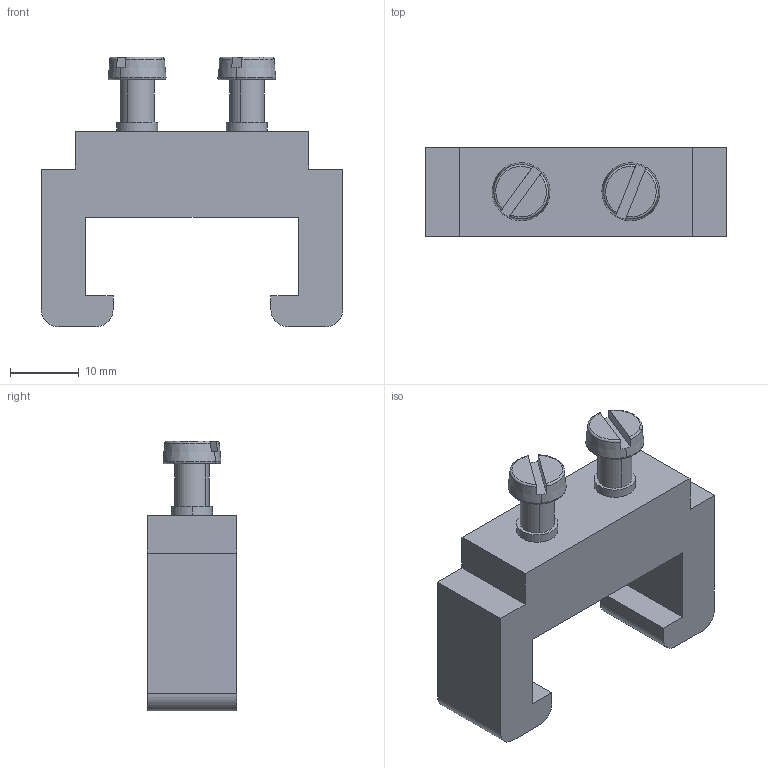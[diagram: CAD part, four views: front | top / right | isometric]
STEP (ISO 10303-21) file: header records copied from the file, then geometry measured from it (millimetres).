
FILE_DESCRIPTION (( 'STEP AP214' ), '1' );
FILE_NAME ('400150_BIK 5.STP', '2013-11-14T08:48:21', ( 'arge' ), ( 'Microsoft' ), 'SwSTEP 2.0', 'SolidWorks 2013', '' );
FILE_SCHEMA (( 'AUTOMOTIVE_DESIGN' ));
Length unit declared in the file: millimetre
Products named in the file (1): 400150_BIK 5
Bounding box: 44 x 13 x 39.31 mm (x, y, z)
Volume: 10163.7 mm3; surface area: 4494.6 mm2
Topology: 1 solids, 1 shells, 58 faces, 146 edges, 96 vertices
Faces by surface type: plane 34, cylinder 12, torus 8, cone 4
Entity records: 2478 total; most frequent: CARTESIAN_POINT 389, DIRECTION 300, ORIENTED_EDGE 292, EDGE_CURVE 146, AXIS2_PLACEMENT_3D 111, VERTEX_POINT 96, LINE 78, VECTOR 78
